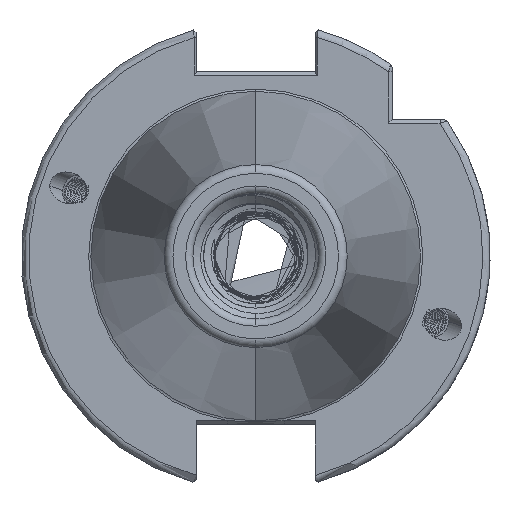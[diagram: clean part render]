
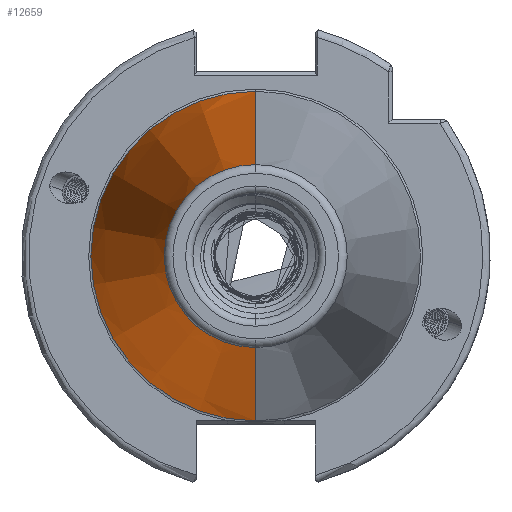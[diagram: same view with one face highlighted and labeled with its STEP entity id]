
A CAD part, left-side view. The second image highlights one B-rep face of the part: STEP entity #12659.
In plain terms, the highlighted conical face has half-angle 8.297 degrees and reference radius 22.692 mm.
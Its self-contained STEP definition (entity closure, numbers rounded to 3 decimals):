
#1887 = DIRECTION ( 'NONE',  ( 1., 0., 0. ) ) ;
#1929 = DIRECTION ( 'NONE',  ( 0., 0., -1. ) ) ;
#1935 = CARTESIAN_POINT ( 'NONE',  ( 0., 0., 0. ) ) ;
#7562 = CARTESIAN_POINT ( 'NONE',  ( -2.5, 0., 22.327 ) ) ;
#7587 = CARTESIAN_POINT ( 'NONE',  ( -70.573, 0., -12.4 ) ) ;
#7602 = CARTESIAN_POINT ( 'NONE',  ( -2.5, 0., -22.327 ) ) ;
#7611 = CARTESIAN_POINT ( 'NONE',  ( -70.573, 0., 12.4 ) ) ;
#9572 = CIRCLE ( 'NONE', #18059, 12.4 ) ;
#9713 = EDGE_LOOP ( 'NONE', ( #13349, #13345, #13369, #13351 ) ) ;
#11538 = EDGE_CURVE ( 'NONE', #18822, #18807, #9572, .T. ) ;
#11614 = EDGE_CURVE ( 'NONE', #18822, #18780, #16613, .T. ) ;
#11649 = EDGE_CURVE ( 'NONE', #18780, #18805, #16651, .T. ) ;
#11693 = EDGE_CURVE ( 'NONE', #18807, #18805, #16713, .T. ) ;
#12659 = ADVANCED_FACE ( 'NONE', ( #17080 ), #17128, .T. ) ;
#13345 = ORIENTED_EDGE ( 'NONE', *, *, #11693, .T. ) ;
#13349 = ORIENTED_EDGE ( 'NONE', *, *, #11538, .T. ) ;
#13351 = ORIENTED_EDGE ( 'NONE', *, *, #11614, .F. ) ;
#13369 = ORIENTED_EDGE ( 'NONE', *, *, #11649, .F. ) ;
#16613 = LINE ( 'NONE', #20129, #16623 ) ;
#16623 = VECTOR ( 'NONE', #20105, 1000. ) ;
#16651 = CIRCLE ( 'NONE', #18078, 22.327 ) ;
#16713 = LINE ( 'NONE', #19536, #16768 ) ;
#16768 = VECTOR ( 'NONE', #19575, 1000. ) ;
#17080 = FACE_OUTER_BOUND ( 'NONE', #9713, .T. ) ;
#17128 = CONICAL_SURFACE ( 'NONE', #17659, 22.692, 0.145 ) ;
#17659 = AXIS2_PLACEMENT_3D ( 'NONE', #1935, #1887, #1929 ) ;
#18059 = AXIS2_PLACEMENT_3D ( 'NONE', #19952, #19926, #19943 ) ;
#18078 = AXIS2_PLACEMENT_3D ( 'NONE', #19322, #19303, #19311 ) ;
#18780 = VERTEX_POINT ( 'NONE', #7602 ) ;
#18805 = VERTEX_POINT ( 'NONE', #7562 ) ;
#18807 = VERTEX_POINT ( 'NONE', #7611 ) ;
#18822 = VERTEX_POINT ( 'NONE', #7587 ) ;
#19303 = DIRECTION ( 'NONE',  ( 1., 0., 0. ) ) ;
#19311 = DIRECTION ( 'NONE',  ( 0., 0., -1. ) ) ;
#19322 = CARTESIAN_POINT ( 'NONE',  ( -2.5, 0., 0. ) ) ;
#19536 = CARTESIAN_POINT ( 'NONE',  ( 0., 0., 22.692 ) ) ;
#19575 = DIRECTION ( 'NONE',  ( 0.99, 0., 0.144 ) ) ;
#19926 = DIRECTION ( 'NONE',  ( 1., 0., 0. ) ) ;
#19943 = DIRECTION ( 'NONE',  ( 0., 0., 1. ) ) ;
#19952 = CARTESIAN_POINT ( 'NONE',  ( -70.573, 0., 0. ) ) ;
#20105 = DIRECTION ( 'NONE',  ( 0.99, 0., -0.144 ) ) ;
#20129 = CARTESIAN_POINT ( 'NONE',  ( 0., 0., -22.692 ) ) ;
